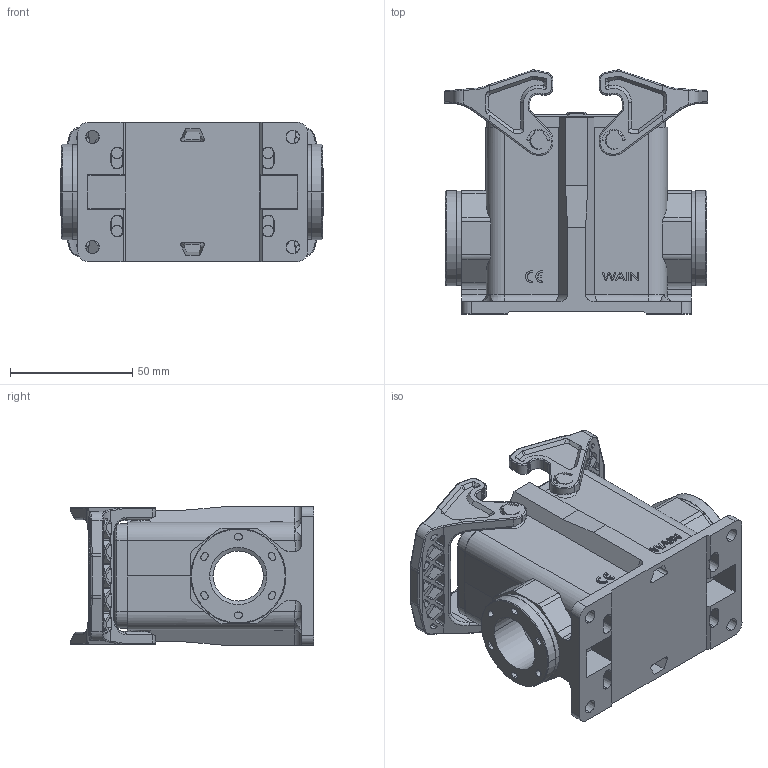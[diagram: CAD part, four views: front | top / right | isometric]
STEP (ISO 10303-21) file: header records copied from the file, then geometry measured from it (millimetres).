
FILE_DESCRIPTION((''),'2;1');
FILE_NAME('H10B_P-SFH-2L-M32_SW0002','2024-02-01T',('13001'),(''),'PRO/ENGINEER BY PARAMETRIC TECHNOLOGY CORPORATION, 2012480','PRO/ENGINEER BY PARAMETRIC TECHNOLOGY CORPORATION, 2012480','');
FILE_SCHEMA(('CONFIG_CONTROL_DESIGN'));
Products named in the file (1): H10B_P-SFH-2L-M32_SW0002
Bounding box: 108 x 99.91 x 57 mm (x, y, z)
Volume: 151390.6 mm3; surface area: 78328.5 mm2
Topology: 1 solids, 1 shells, 1718 faces, 5027 edges, 3324 vertices
Faces by surface type: plane 644, cylinder 627, bspline 253, torus 82, cone 76, extrusion 30, sphere 6
Entity records: 74332 total; most frequent: CARTESIAN_POINT 32326, ORIENTED_EDGE 10026, DIRECTION 6960, EDGE_CURVE 5013, VERTEX_POINT 3324, AXIS2_PLACEMENT_3D 2352, VECTOR 2256, LINE 2226
